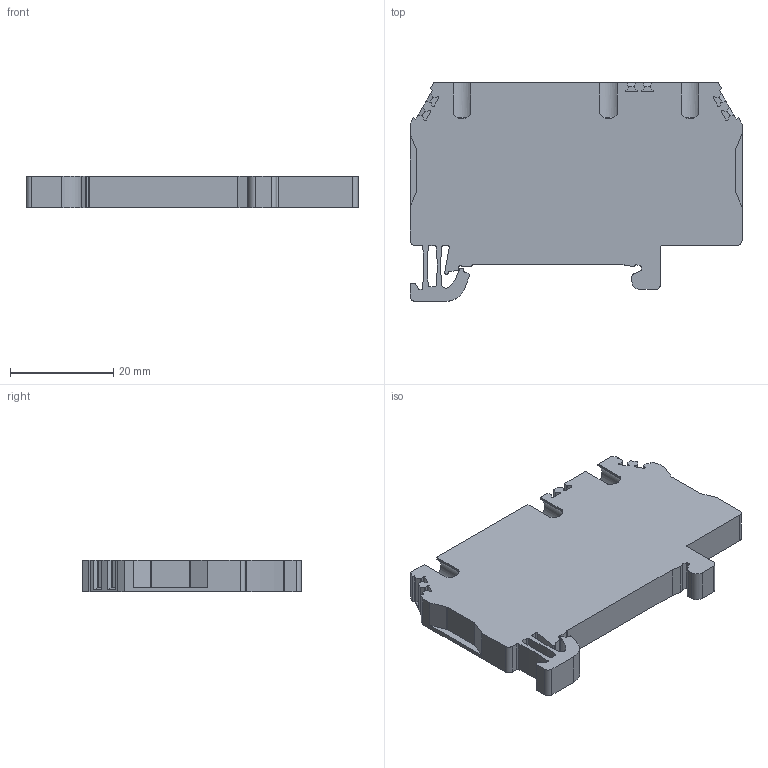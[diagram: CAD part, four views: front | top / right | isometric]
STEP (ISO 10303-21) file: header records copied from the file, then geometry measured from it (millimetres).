
FILE_DESCRIPTION(/* description */ (''),/* implementation_level */ '2;1');
FILE_NAME(/* name */ '3224_FSL4_3A_iso.stp',/* time_stamp */ '2011-07-29T10:41:32+02:00',/* author */ (''),/* organization */ (''),/* preprocessor_version */ 'ST-DEVELOPER v11',/* originating_system */ 'SIEMENS UGS NX 6.0',/* authorisation */ '');
FILE_SCHEMA (('CONFIG_CONTROL_DESIGN'));
Length unit declared in the file: millimetre
Products named in the file (1): 3224_FSL4_3A_iso
Bounding box: 64.25 x 42.3 x 6.1 mm (x, y, z)
Volume: 12133.1 mm3; surface area: 7046.6 mm2
Topology: 1 solids, 1 shells, 410 faces, 1148 edges, 733 vertices
Faces by surface type: plane 217, cylinder 140, bspline 42, sphere 8, cone 3
Entity records: 18629 total; most frequent: CARTESIAN_POINT 8278, ORIENTED_EDGE 2268, DIRECTION 2028, EDGE_CURVE 1134, LINE 734, VECTOR 734, VERTEX_POINT 730, AXIS2_PLACEMENT_3D 647
